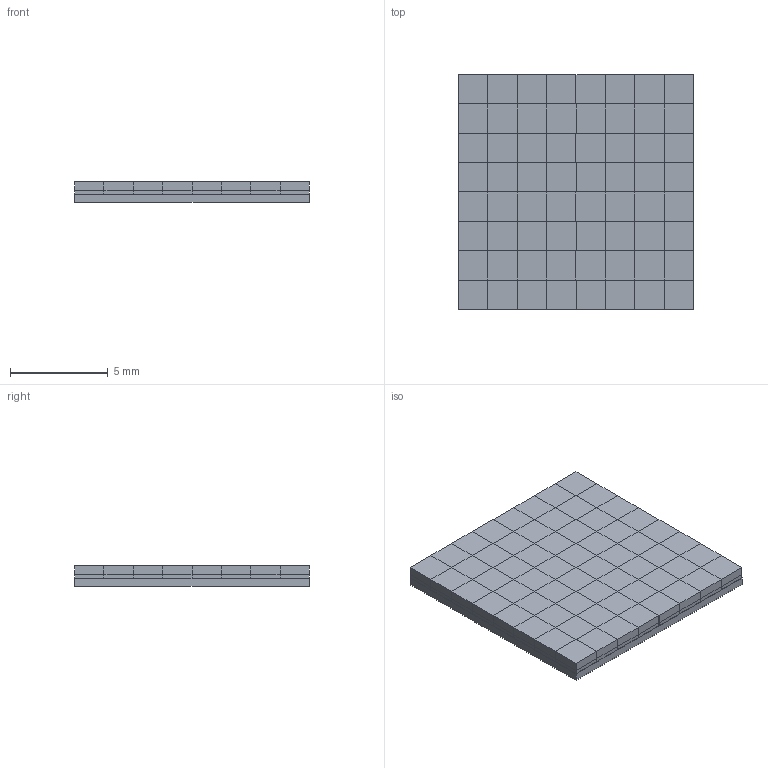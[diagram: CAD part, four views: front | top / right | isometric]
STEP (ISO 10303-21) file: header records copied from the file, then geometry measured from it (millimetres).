
FILE_DESCRIPTION(('Open CASCADE Model'),'2;1');
FILE_NAME('Open CASCADE Shape Model','2021-07-08T20:43:54',('Author'),( 'Open CASCADE'),'Open CASCADE STEP processor 6.8','Open CASCADE 6.8' ,'Unknown');
FILE_SCHEMA(('AUTOMOTIVE_DESIGN { 1 0 10303 214 1 1 1 1 }'));
Length unit declared in the file: millimetre
Products named in the file (71): PCB; Boardmain; Open CASCADE STEP translator 6.8 13.1.1; LD8_x8_8main; 6080328800; Extruded; 6080328960; LD8_x8_7main; LD8_x8_6main; LD8_x8_5main; LD8_x8_4main; LD8_x8_3main; LD8_x8_2main; LD8_x8_1main; LD7_x8_8main; LD7_x8_7main; LD7_x8_6main; LD7_x8_5main; LD7_x8_4main; LD7_x8_3main; LD7_x8_2main; LD7_x8_1main; LD6_x8_8main; LD6_x8_7main; LD6_x8_6main; LD6_x8_5main; LD6_x8_4main; LD6_x8_3main; LD6_x8_2main; LD6_x8_1main; LD5_x8_8main; LD5_x8_7main; LD5_x8_6main; LD5_x8_5main; LD5_x8_4main; LD5_x8_3main; LD5_x8_2main; LD5_x8_1main; LD4_x8_8main; LD4_x8_7main ...
Assembly tree (196 placements, depth 4):
  PCB
    Boardmain
      Open CASCADE STEP translator 6.8 13.1.1
    LD8_x8_8main
      6080328800
        Extruded
      6080328960
        Extruded
    LD8_x8_7main
      6080328960
        Extruded
      6080328800
        Extruded
    LD8_x8_6main
      6080328800
        Extruded
      6080328960
        Extruded
    LD8_x8_5main
      6080328960
        Extruded
      6080328800
        Extruded
    LD8_x8_4main
      6080328800
        Extruded
      6080328960
        Extruded
    LD8_x8_3main
      6080328960
        Extruded
      6080328800
        Extruded
    LD8_x8_2main
      6080328800
        Extruded
      6080328960
        Extruded
    LD8_x8_1main
      6080328800
        Extruded
      6080328960
        Extruded
    LD7_x8_8main
      6080328800
        Extruded
      6080328960
        Extruded
    LD7_x8_7main
      6080328960
        Extruded
      6080328800
        Extruded
    LD7_x8_6main
      6080328800
        Extruded
      6080328960
        Extruded
    LD7_x8_5main
      6080328960
Bounding box: 12 x 12 x 1.06 mm (x, y, z)
Volume: 152.8 mm3; surface area: 1133.3 mm2
Topology: 129 solids, 129 shells, 774 faces, 1548 edges, 1032 vertices
Faces by surface type: plane 774
Entity records: 2791 total; most frequent: DIRECTION 466, CARTESIAN_POINT 275, PRODUCT_DEFINITION_SHAPE 267, AXIS2_PLACEMENT_3D 215, CONTEXT_DEPENDENT_SHAPE_REPRESENTATION 196, ITEM_DEFINED_TRANSFORMATION 196, NEXT_ASSEMBLY_USAGE_OCCURRENCE 196, SHAPE_DEFINITION_REPRESENTATION 73
